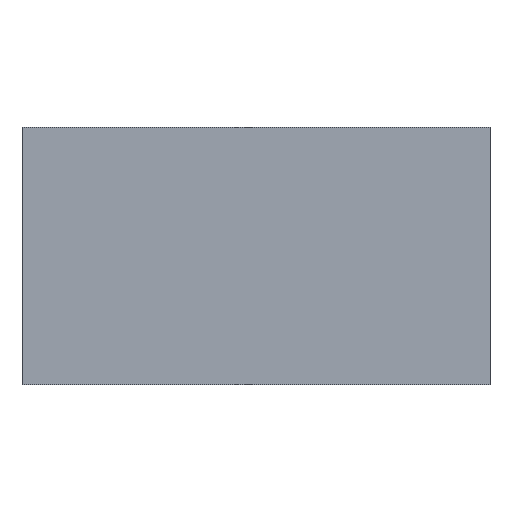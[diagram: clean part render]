
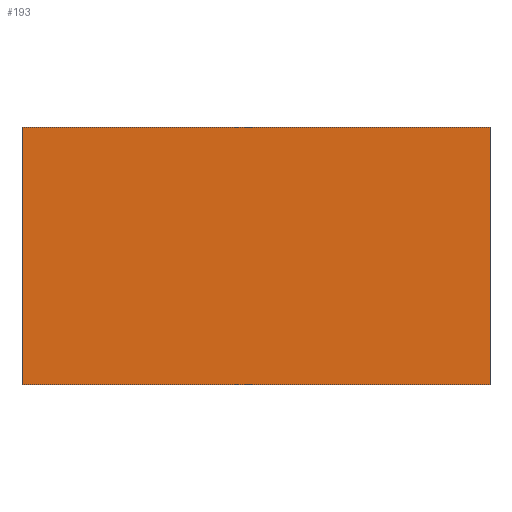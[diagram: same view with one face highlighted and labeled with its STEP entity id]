
A CAD part, front view. The second image highlights one B-rep face of the part: STEP entity #193.
In plain terms, the highlighted planar face has unit normal (0, -1, 0).
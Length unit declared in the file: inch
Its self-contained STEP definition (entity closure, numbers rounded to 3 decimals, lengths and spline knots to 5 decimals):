
#15=LINE('',#323,#27);
#19=LINE('',#331,#31);
#22=LINE('',#337,#34);
#25=LINE('',#342,#37);
#27=VECTOR('',#273,0.3937);
#31=VECTOR('',#279,0.3937);
#34=VECTOR('',#284,0.3937);
#37=VECTOR('',#289,0.3937);
#47=PLANE('',#235);
#69=FACE_OUTER_BOUND('',#91,.T.);
#91=EDGE_LOOP('',(#169,#170,#171,#172));
#109=VERTEX_POINT('',#321);
#110=VERTEX_POINT('',#322);
#113=VERTEX_POINT('',#330);
#115=VERTEX_POINT('',#336);
#125=EDGE_CURVE('',#109,#110,#15,.T.);
#129=EDGE_CURVE('',#110,#113,#19,.T.);
#132=EDGE_CURVE('',#113,#115,#22,.T.);
#135=EDGE_CURVE('',#115,#109,#25,.T.);
#169=ORIENTED_EDGE('',*,*,#135,.T.);
#170=ORIENTED_EDGE('',*,*,#125,.T.);
#171=ORIENTED_EDGE('',*,*,#129,.T.);
#172=ORIENTED_EDGE('',*,*,#132,.T.);
#193=ADVANCED_FACE('',(#69),#47,.T.);
#235=AXIS2_PLACEMENT_3D('',#344,#291,#292);
#273=DIRECTION('',(0.,0.,-1.));
#279=DIRECTION('',(1.,0.,0.));
#284=DIRECTION('',(0.,0.,1.));
#289=DIRECTION('',(-1.,0.,0.));
#291=DIRECTION('center_axis',(0.,-1.,0.));
#292=DIRECTION('ref_axis',(0.,0.,-1.));
#321=CARTESIAN_POINT('',(-1.25,0.,0.687));
#322=CARTESIAN_POINT('',(-1.25,0.,-0.687));
#323=CARTESIAN_POINT('',(-1.25,0.,0.687));
#330=CARTESIAN_POINT('',(1.25,0.,-0.687));
#331=CARTESIAN_POINT('',(-1.25,0.,-0.687));
#336=CARTESIAN_POINT('',(1.25,0.,0.687));
#337=CARTESIAN_POINT('',(1.25,0.,-0.687));
#342=CARTESIAN_POINT('',(1.25,0.,0.687));
#344=CARTESIAN_POINT('Origin',(0.,0.,0.));
